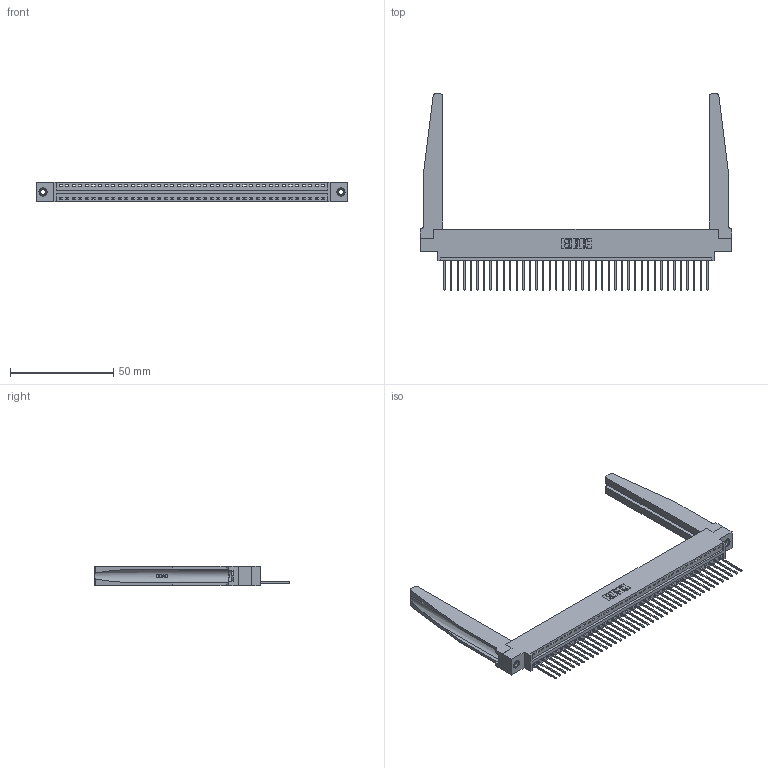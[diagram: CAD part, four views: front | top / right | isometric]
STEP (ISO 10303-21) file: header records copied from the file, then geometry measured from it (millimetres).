
FILE_DESCRIPTION (( 'STEP AP203' ), '1' );
FILE_NAME ('396-041-540-678.STEP', '2019-10-27T21:11:39', ( '' ), ( '' ), 'SwSTEP 2.0', 'SolidWorks 2016', '' );
FILE_SCHEMA (( 'CONFIG_CONTROL_DESIGN' ));
Length unit declared in the file: inch
Products named in the file (5): 396-041-540-678; 345-250-001_345-250-001-102; 345-292-001_345-293-140; 346-220-078_345-220-078; 346 Part_0.170 Offset - 0.156 Dia-TH
Assembly tree (46 placements, depth 2):
  396-041-540-678
    346 Part_0.170 Offset - 0.156 Dia-TH
    345-292-001_345-293-140  x41
    346-220-078_345-220-078  x2
    345-250-001_345-250-001-102  x2
Bounding box: 150.75 x 94.74 x 9.4 mm (x, y, z)
Volume: 21232.9 mm3; surface area: 24998.2 mm2
Topology: 46 solids, 46 shells, 2738 faces, 8165 edges, 5378 vertices
Faces by surface type: plane 1862, cylinder 824, bspline 36, cone 12, torus 4
Entity records: 30478 total; most frequent: CARTESIAN_POINT 6138, ORIENTED_EDGE 5002, DIRECTION 4401, EDGE_CURVE 2501, VECTOR 2111, LINE 2111, VERTEX_POINT 1660, AXIS2_PLACEMENT_3D 1145
